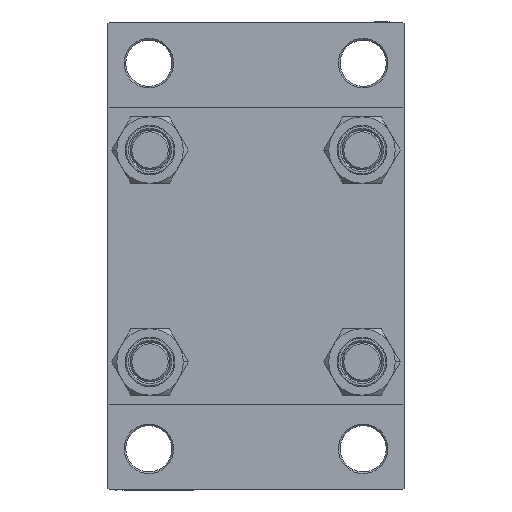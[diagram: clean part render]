
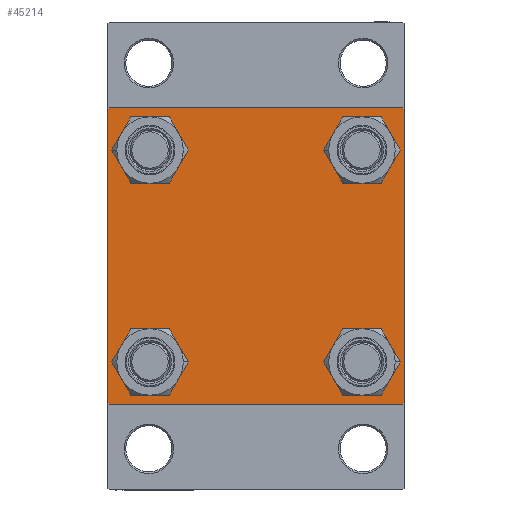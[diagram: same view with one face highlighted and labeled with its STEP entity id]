
A CAD part, left-side view. The second image highlights one B-rep face of the part: STEP entity #45214.
In plain terms, the highlighted planar face has unit normal (-1, 0, 0).
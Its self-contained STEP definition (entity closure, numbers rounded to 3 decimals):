
#1348 = EDGE_LOOP ( 'NONE', ( #34554, #19071 ) ) ;
#1587 = DIRECTION ( 'NONE',  ( 0., -0.707, -0.707 ) ) ;
#1757 = CIRCLE ( 'NONE', #41768, 6.5 ) ;
#1815 = VERTEX_POINT ( 'NONE', #39076 ) ;
#1874 = DIRECTION ( 'NONE',  ( 0., 0., 1. ) ) ;
#2261 = DIRECTION ( 'NONE',  ( 0., 0., -1. ) ) ;
#2345 = LINE ( 'NONE', #5951, #6265 ) ;
#2368 = EDGE_CURVE ( 'NONE', #7634, #35430, #38728, .T. ) ;
#2565 = CARTESIAN_POINT ( 'NONE',  ( 0., -44.5, 45. ) ) ;
#3862 = CIRCLE ( 'NONE', #42330, 6.5 ) ;
#4105 = CARTESIAN_POINT ( 'NONE',  ( 0., -32.15, 32.15 ) ) ;
#4216 = VECTOR ( 'NONE', #26192, 1000. ) ;
#5016 = EDGE_CURVE ( 'NONE', #27862, #35430, #46278, .T. ) ;
#5255 = ORIENTED_EDGE ( 'NONE', *, *, #5016, .T. ) ;
#5625 = EDGE_LOOP ( 'NONE', ( #39695, #27091 ) ) ;
#5951 = CARTESIAN_POINT ( 'NONE',  ( 0., 44.75, 44.75 ) ) ;
#6075 = VERTEX_POINT ( 'NONE', #22780 ) ;
#6265 = VECTOR ( 'NONE', #20668, 1000. ) ;
#6381 = FACE_OUTER_BOUND ( 'NONE', #20612, .T. ) ;
#6610 = FACE_BOUND ( 'NONE', #6688, .T. ) ;
#6688 = EDGE_LOOP ( 'NONE', ( #39754, #22197 ) ) ;
#6975 = EDGE_CURVE ( 'NONE', #44877, #39981, #9213, .T. ) ;
#7367 = EDGE_CURVE ( 'NONE', #1815, #45463, #3862, .T. ) ;
#7634 = VERTEX_POINT ( 'NONE', #43134 ) ;
#8674 = DIRECTION ( 'NONE',  ( 0., 0., 1. ) ) ;
#8807 = VERTEX_POINT ( 'NONE', #33719 ) ;
#9213 = CIRCLE ( 'NONE', #36130, 6.5 ) ;
#9319 = EDGE_CURVE ( 'NONE', #26995, #11079, #40538, .T. ) ;
#10290 = VECTOR ( 'NONE', #1587, 1000. ) ;
#10478 = CARTESIAN_POINT ( 'NONE',  ( 0., 0., 0. ) ) ;
#10533 = EDGE_CURVE ( 'NONE', #6075, #8807, #42755, .T. ) ;
#10714 = FACE_BOUND ( 'NONE', #1348, .T. ) ;
#11079 = VERTEX_POINT ( 'NONE', #2565 ) ;
#11725 = VERTEX_POINT ( 'NONE', #20354 ) ;
#11758 = ORIENTED_EDGE ( 'NONE', *, *, #14433, .T. ) ;
#11904 = VERTEX_POINT ( 'NONE', #18872 ) ;
#11939 = ORIENTED_EDGE ( 'NONE', *, *, #9319, .F. ) ;
#12290 = DIRECTION ( 'NONE',  ( 1., 0., 0. ) ) ;
#12925 = LINE ( 'NONE', #46166, #10290 ) ;
#13460 = AXIS2_PLACEMENT_3D ( 'NONE', #4105, #15909, #8674 ) ;
#13627 = FACE_BOUND ( 'NONE', #47348, .T. ) ;
#13862 = FACE_BOUND ( 'NONE', #5625, .T. ) ;
#14157 = ORIENTED_EDGE ( 'NONE', *, *, #28044, .T. ) ;
#14289 = DIRECTION ( 'NONE',  ( 0., -1., 0. ) ) ;
#14331 = PLANE ( 'NONE',  #32605 ) ;
#14433 = EDGE_CURVE ( 'NONE', #26995, #6075, #2345, .T. ) ;
#15354 = EDGE_CURVE ( 'NONE', #21791, #15735, #40149, .T. ) ;
#15735 = VERTEX_POINT ( 'NONE', #46378 ) ;
#15896 = CARTESIAN_POINT ( 'NONE',  ( 0., -32.15, -32.15 ) ) ;
#15909 = DIRECTION ( 'NONE',  ( 1., 0., 0. ) ) ;
#16810 = CARTESIAN_POINT ( 'NONE',  ( 0., -45., 45. ) ) ;
#17142 = CARTESIAN_POINT ( 'NONE',  ( 0., -44.75, 44.75 ) ) ;
#18455 = CARTESIAN_POINT ( 'NONE',  ( 0., 32.15, -32.15 ) ) ;
#18737 = CARTESIAN_POINT ( 'NONE',  ( 0., 45., -45. ) ) ;
#18872 = CARTESIAN_POINT ( 'NONE',  ( 0., -32.15, 38.65 ) ) ;
#19071 = ORIENTED_EDGE ( 'NONE', *, *, #22753, .T. ) ;
#20052 = EDGE_CURVE ( 'NONE', #11725, #27862, #34377, .T. ) ;
#20199 = CARTESIAN_POINT ( 'NONE',  ( 0., 32.15, 32.15 ) ) ;
#20354 = CARTESIAN_POINT ( 'NONE',  ( 0., 44.5, -45. ) ) ;
#20612 = EDGE_LOOP ( 'NONE', ( #24425, #42446, #21183, #5255, #37368, #42207, #11939, #11758 ) ) ;
#20640 = EDGE_CURVE ( 'NONE', #15735, #21791, #32793, .T. ) ;
#20668 = DIRECTION ( 'NONE',  ( 0., 0.707, -0.707 ) ) ;
#21183 = ORIENTED_EDGE ( 'NONE', *, *, #20052, .T. ) ;
#21791 = VERTEX_POINT ( 'NONE', #41848 ) ;
#22197 = ORIENTED_EDGE ( 'NONE', *, *, #39719, .T. ) ;
#22753 = EDGE_CURVE ( 'NONE', #45463, #1815, #23641, .T. ) ;
#22780 = CARTESIAN_POINT ( 'NONE',  ( 0., 45., 44.5 ) ) ;
#23277 = DIRECTION ( 'NONE',  ( 1., 0., 0. ) ) ;
#23641 = CIRCLE ( 'NONE', #44425, 6.5 ) ;
#24425 = ORIENTED_EDGE ( 'NONE', *, *, #10533, .T. ) ;
#24820 = DIRECTION ( 'NONE',  ( 0., 0.707, 0.707 ) ) ;
#24868 = DIRECTION ( 'NONE',  ( 1., 0., 0. ) ) ;
#25534 = ORIENTED_EDGE ( 'NONE', *, *, #44839, .T. ) ;
#25906 = DIRECTION ( 'NONE',  ( 1., 0., 0. ) ) ;
#26006 = CARTESIAN_POINT ( 'NONE',  ( 0., -32.15, -32.15 ) ) ;
#26156 = VECTOR ( 'NONE', #2261, 1000. ) ;
#26192 = DIRECTION ( 'NONE',  ( 0., -1., 0. ) ) ;
#26318 = CARTESIAN_POINT ( 'NONE',  ( 0., 45., 45. ) ) ;
#26524 = EDGE_CURVE ( 'NONE', #7634, #11079, #35440, .T. ) ;
#26995 = VERTEX_POINT ( 'NONE', #38246 ) ;
#27091 = ORIENTED_EDGE ( 'NONE', *, *, #15354, .T. ) ;
#27862 = VERTEX_POINT ( 'NONE', #40145 ) ;
#28044 = EDGE_CURVE ( 'NONE', #42660, #11904, #28423, .T. ) ;
#28423 = CIRCLE ( 'NONE', #34585, 6.5 ) ;
#29004 = DIRECTION ( 'NONE',  ( 0., 0., 1. ) ) ;
#29188 = VECTOR ( 'NONE', #35422, 1000. ) ;
#30773 = VECTOR ( 'NONE', #14289, 1000. ) ;
#31915 = CARTESIAN_POINT ( 'NONE',  ( 0., 45., 45. ) ) ;
#32113 = DIRECTION ( 'NONE',  ( 0., 0., 1. ) ) ;
#32582 = CARTESIAN_POINT ( 'NONE',  ( 0., 32.15, -32.15 ) ) ;
#32605 = AXIS2_PLACEMENT_3D ( 'NONE', #10478, #43719, #47336 ) ;
#32793 = CIRCLE ( 'NONE', #40496, 6.5 ) ;
#32892 = DIRECTION ( 'NONE',  ( 0., 0., 1. ) ) ;
#32897 = CARTESIAN_POINT ( 'NONE',  ( 0., -32.15, 25.65 ) ) ;
#32906 = DIRECTION ( 'NONE',  ( 0., 0., 1. ) ) ;
#33691 = CARTESIAN_POINT ( 'NONE',  ( 0., -45., -44.5 ) ) ;
#33719 = CARTESIAN_POINT ( 'NONE',  ( 0., 45., -44.5 ) ) ;
#34212 = CARTESIAN_POINT ( 'NONE',  ( 0., 32.15, 25.65 ) ) ;
#34226 = CIRCLE ( 'NONE', #13460, 6.5 ) ;
#34377 = LINE ( 'NONE', #18737, #4216 ) ;
#34459 = CARTESIAN_POINT ( 'NONE',  ( 0., 32.15, 38.65 ) ) ;
#34554 = ORIENTED_EDGE ( 'NONE', *, *, #7367, .T. ) ;
#34585 = AXIS2_PLACEMENT_3D ( 'NONE', #39619, #47324, #29004 ) ;
#34892 = DIRECTION ( 'NONE',  ( 1., 0., 0. ) ) ;
#35422 = DIRECTION ( 'NONE',  ( 0., -0.707, 0.707 ) ) ;
#35430 = VERTEX_POINT ( 'NONE', #33691 ) ;
#35440 = LINE ( 'NONE', #17142, #40653 ) ;
#36130 = AXIS2_PLACEMENT_3D ( 'NONE', #20199, #34892, #1874 ) ;
#37368 = ORIENTED_EDGE ( 'NONE', *, *, #2368, .F. ) ;
#38246 = CARTESIAN_POINT ( 'NONE',  ( 0., 44.5, 45. ) ) ;
#38311 = VECTOR ( 'NONE', #45734, 1000. ) ;
#38728 = LINE ( 'NONE', #16810, #38311 ) ;
#39076 = CARTESIAN_POINT ( 'NONE',  ( 0., 32.15, -25.65 ) ) ;
#39619 = CARTESIAN_POINT ( 'NONE',  ( 0., -32.15, 32.15 ) ) ;
#39695 = ORIENTED_EDGE ( 'NONE', *, *, #20640, .T. ) ;
#39719 = EDGE_CURVE ( 'NONE', #39981, #44877, #1757, .T. ) ;
#39754 = ORIENTED_EDGE ( 'NONE', *, *, #6975, .T. ) ;
#39981 = VERTEX_POINT ( 'NONE', #34212 ) ;
#39984 = DIRECTION ( 'NONE',  ( 0., 0., 1. ) ) ;
#40114 = CARTESIAN_POINT ( 'NONE',  ( 0., 32.15, 32.15 ) ) ;
#40145 = CARTESIAN_POINT ( 'NONE',  ( 0., -44.5, -45. ) ) ;
#40149 = CIRCLE ( 'NONE', #46330, 6.5 ) ;
#40496 = AXIS2_PLACEMENT_3D ( 'NONE', #26006, #23277, #39984 ) ;
#40538 = LINE ( 'NONE', #26318, #30773 ) ;
#40653 = VECTOR ( 'NONE', #24820, 1000. ) ;
#41680 = DIRECTION ( 'NONE',  ( 0., 0., 1. ) ) ;
#41768 = AXIS2_PLACEMENT_3D ( 'NONE', #40114, #44221, #32892 ) ;
#41848 = CARTESIAN_POINT ( 'NONE',  ( 0., -32.15, -38.65 ) ) ;
#42207 = ORIENTED_EDGE ( 'NONE', *, *, #26524, .T. ) ;
#42330 = AXIS2_PLACEMENT_3D ( 'NONE', #32582, #24868, #32113 ) ;
#42446 = ORIENTED_EDGE ( 'NONE', *, *, #45926, .T. ) ;
#42660 = VERTEX_POINT ( 'NONE', #32897 ) ;
#42755 = LINE ( 'NONE', #31915, #26156 ) ;
#43134 = CARTESIAN_POINT ( 'NONE',  ( 0., -45., 44.5 ) ) ;
#43719 = DIRECTION ( 'NONE',  ( -1., 0., 0. ) ) ;
#44221 = DIRECTION ( 'NONE',  ( 1., 0., 0. ) ) ;
#44425 = AXIS2_PLACEMENT_3D ( 'NONE', #18455, #25906, #32906 ) ;
#44839 = EDGE_CURVE ( 'NONE', #11904, #42660, #34226, .T. ) ;
#44877 = VERTEX_POINT ( 'NONE', #34459 ) ;
#45035 = CARTESIAN_POINT ( 'NONE',  ( 0., 32.15, -38.65 ) ) ;
#45214 = ADVANCED_FACE ( 'NONE', ( #13627, #13862, #10714, #6610, #6381 ), #14331, .T. ) ;
#45463 = VERTEX_POINT ( 'NONE', #45035 ) ;
#45734 = DIRECTION ( 'NONE',  ( 0., 0., -1. ) ) ;
#45926 = EDGE_CURVE ( 'NONE', #8807, #11725, #12925, .T. ) ;
#46166 = CARTESIAN_POINT ( 'NONE',  ( 0., 44.75, -44.75 ) ) ;
#46278 = LINE ( 'NONE', #46511, #29188 ) ;
#46330 = AXIS2_PLACEMENT_3D ( 'NONE', #15896, #12290, #41680 ) ;
#46378 = CARTESIAN_POINT ( 'NONE',  ( 0., -32.15, -25.65 ) ) ;
#46511 = CARTESIAN_POINT ( 'NONE',  ( 0., -44.75, -44.75 ) ) ;
#47324 = DIRECTION ( 'NONE',  ( 1., 0., 0. ) ) ;
#47336 = DIRECTION ( 'NONE',  ( 0., 0., 1. ) ) ;
#47348 = EDGE_LOOP ( 'NONE', ( #25534, #14157 ) ) ;
